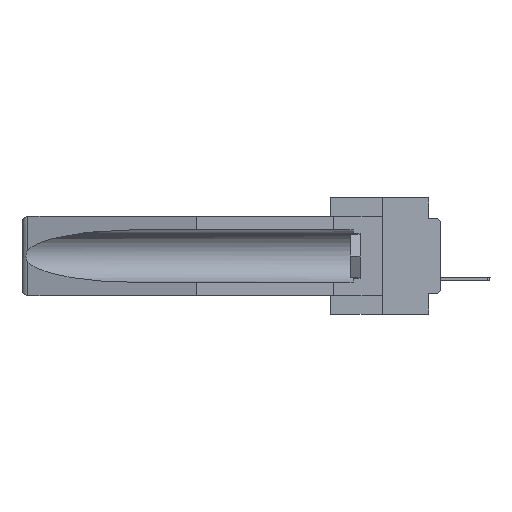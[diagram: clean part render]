
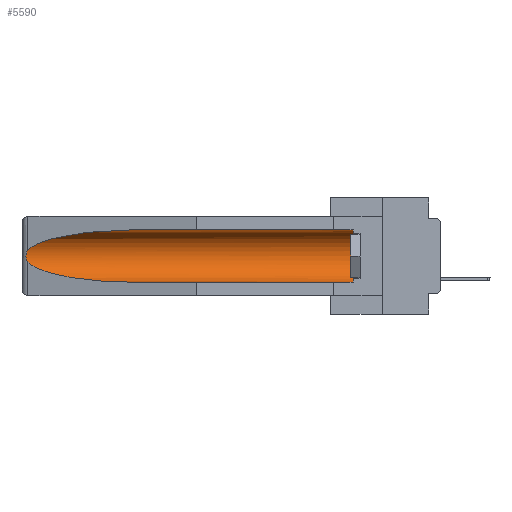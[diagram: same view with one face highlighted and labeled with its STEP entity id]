
A CAD part, left-side view. The second image highlights one B-rep face of the part: STEP entity #5590.
In plain terms, the highlighted cylindrical face has radius 2.857 mm (diameter 5.715 mm), a partial arc.
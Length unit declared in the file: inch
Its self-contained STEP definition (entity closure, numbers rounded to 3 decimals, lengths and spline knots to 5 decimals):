
#328 = CARTESIAN_POINT ( 'NONE',  ( 0.2673, 1.53269, -0.17917 ) ) ;
#1435 = CARTESIAN_POINT ( 'NONE',  ( 0.21114, 1.30732, -0.059 ) ) ;
#1531 =( BOUNDED_CURVE ( )  B_SPLINE_CURVE ( 3, ( #14633, #1435, #6572, #21547 ),
 .UNSPECIFIED., .F., .F. ) 
 B_SPLINE_CURVE_WITH_KNOTS ( ( 4, 4 ),
 ( 4.71239, 6.08839 ),
 .UNSPECIFIED. ) 
 CURVE ( )  GEOMETRIC_REPRESENTATION_ITEM ( )  RATIONAL_B_SPLINE_CURVE ( ( 1., 0.848, 0.848, 1. ) ) 
 REPRESENTATION_ITEM ( '' )  );
#2315 = CARTESIAN_POINT ( 'NONE',  ( 0.26654, 1.53092, -0.15636 ) ) ;
#2503 = VERTEX_POINT ( 'NONE', #22429 ) ;
#2848 = CARTESIAN_POINT ( 'NONE',  ( 0.26597, 1.52961, -0.15275 ) ) ;
#2941 = CARTESIAN_POINT ( 'NONE',  ( 0.26537, 1.52718, -0.19328 ) ) ;
#2966 = DIRECTION ( 'NONE',  ( 0., 1., 0. ) ) ;
#3171 = CARTESIAN_POINT ( 'NONE',  ( 0.26537, 1.52718, -0.14972 ) ) ;
#3341 = CARTESIAN_POINT ( 'NONE',  ( 0.155, -0.30754, -0.059 ) ) ;
#3605 = VERTEX_POINT ( 'NONE', #31822 ) ;
#5269 = AXIS2_PLACEMENT_3D ( 'NONE', #7978, #15052, #27369 ) ;
#5590 = ADVANCED_FACE ( 'NONE', ( #23220 ), #23528, .F. ) ;
#6572 = CARTESIAN_POINT ( 'NONE',  ( 0.25451, 1.48313, -0.09465 ) ) ;
#7761 = CARTESIAN_POINT ( 'NONE',  ( 0.26537, 1.52718, -0.19328 ) ) ;
#7978 = CARTESIAN_POINT ( 'NONE',  ( 0.155, 0.126, -0.1715 ) ) ;
#8420 = DIRECTION ( 'NONE',  ( 0., 1., 0. ) ) ;
#9171 = CARTESIAN_POINT ( 'NONE',  ( 0.26537, 1.52718, -0.19328 ) ) ;
#10568 = CARTESIAN_POINT ( 'NONE',  ( 0.2673, 1.5327, -0.16383 ) ) ;
#11016 = CARTESIAN_POINT ( 'NONE',  ( 0.155, 1.07973, -0.284 ) ) ;
#12377 = CARTESIAN_POINT ( 'NONE',  ( 0.2675, 1.53308, -0.16763 ) ) ;
#12446 = EDGE_CURVE ( 'NONE', #3605, #13055, #1531, .T. ) ;
#12871 = CARTESIAN_POINT ( 'NONE',  ( 0.26655, 1.53094, -0.18657 ) ) ;
#13006 = CARTESIAN_POINT ( 'NONE',  ( 0.25451, 1.48313, -0.24835 ) ) ;
#13055 = VERTEX_POINT ( 'NONE', #3171 ) ;
#13183 = VECTOR ( 'NONE', #16350, 39.37008 ) ;
#13810 = VERTEX_POINT ( 'NONE', #32085 ) ;
#14633 = CARTESIAN_POINT ( 'NONE',  ( 0.155, 1.07973, -0.059 ) ) ;
#14848 = CARTESIAN_POINT ( 'NONE',  ( 0.2675, 1.53308, -0.17534 ) ) ;
#15052 = DIRECTION ( 'NONE',  ( 0., -1., 0. ) ) ;
#15297 = VECTOR ( 'NONE', #8420, 39.37008 ) ;
#15453 = ORIENTED_EDGE ( 'NONE', *, *, #19655, .T. ) ;
#15478 = EDGE_LOOP ( 'NONE', ( #16672, #15678, #18705, #32559, #15453, #28256 ) ) ;
#15678 = ORIENTED_EDGE ( 'NONE', *, *, #26227, .T. ) ;
#16350 = DIRECTION ( 'NONE',  ( 0., 1., 0. ) ) ;
#16672 = ORIENTED_EDGE ( 'NONE', *, *, #12446, .T. ) ;
#18097 = CARTESIAN_POINT ( 'NONE',  ( 0.21114, 1.30732, -0.284 ) ) ;
#18705 = ORIENTED_EDGE ( 'NONE', *, *, #27882, .T. ) ;
#18806 = LINE ( 'NONE', #3341, #13183 ) ;
#19655 = EDGE_CURVE ( 'NONE', #13810, #2503, #24169, .T. ) ;
#19819 = EDGE_CURVE ( 'NONE', #2503, #3605, #18806, .T. ) ;
#20234 = EDGE_CURVE ( 'NONE', #13810, #23757, #30961, .T. ) ;
#21547 = CARTESIAN_POINT ( 'NONE',  ( 0.26537, 1.52718, -0.14972 ) ) ;
#21758 = B_SPLINE_CURVE_WITH_KNOTS ( 'NONE', 3,
 ( #22731, #2848, #2315, #10568, #12377, #14848, #328, #12871, #30637, #7761 ),
 .UNSPECIFIED., .F., .F.,
 ( 4, 2, 2, 2, 4 ),
 ( 0., 0.00029, 0.00058, 0.00087, 0.00117 ),
 .UNSPECIFIED. ) ;
#22429 = CARTESIAN_POINT ( 'NONE',  ( 0.155, 0.126, -0.059 ) ) ;
#22731 = CARTESIAN_POINT ( 'NONE',  ( 0.26537, 1.52718, -0.14972 ) ) ;
#23220 = FACE_OUTER_BOUND ( 'NONE', #15478, .T. ) ;
#23227 = CARTESIAN_POINT ( 'NONE',  ( 0.155, -0.30754, -0.284 ) ) ;
#23528 = CYLINDRICAL_SURFACE ( 'NONE', #29254, 0.1125 ) ;
#23757 = VERTEX_POINT ( 'NONE', #31368 ) ;
#24169 = CIRCLE ( 'NONE', #5269, 0.1125 ) ;
#26142 =( BOUNDED_CURVE ( )  B_SPLINE_CURVE ( 3, ( #2941, #13006, #18097, #11016 ),
 .UNSPECIFIED., .F., .F. ) 
 B_SPLINE_CURVE_WITH_KNOTS ( ( 4, 4 ),
 ( 0.1948, 1.5708 ),
 .UNSPECIFIED. ) 
 CURVE ( )  GEOMETRIC_REPRESENTATION_ITEM ( )  RATIONAL_B_SPLINE_CURVE ( ( 1., 0.848, 0.848, 1. ) ) 
 REPRESENTATION_ITEM ( '' )  );
#26227 = EDGE_CURVE ( 'NONE', #13055, #30923, #21758, .T. ) ;
#27369 = DIRECTION ( 'NONE',  ( 0., 0., 1. ) ) ;
#27882 = EDGE_CURVE ( 'NONE', #30923, #23757, #26142, .T. ) ;
#28256 = ORIENTED_EDGE ( 'NONE', *, *, #19819, .T. ) ;
#28312 = DIRECTION ( 'NONE',  ( 0., 0., 1. ) ) ;
#29254 = AXIS2_PLACEMENT_3D ( 'NONE', #30633, #2966, #28312 ) ;
#30633 = CARTESIAN_POINT ( 'NONE',  ( 0.155, -0.30754, -0.1715 ) ) ;
#30637 = CARTESIAN_POINT ( 'NONE',  ( 0.26597, 1.5296, -0.19026 ) ) ;
#30923 = VERTEX_POINT ( 'NONE', #9171 ) ;
#30961 = LINE ( 'NONE', #23227, #15297 ) ;
#31368 = CARTESIAN_POINT ( 'NONE',  ( 0.155, 1.07973, -0.284 ) ) ;
#31822 = CARTESIAN_POINT ( 'NONE',  ( 0.155, 1.07973, -0.059 ) ) ;
#32085 = CARTESIAN_POINT ( 'NONE',  ( 0.155, 0.126, -0.284 ) ) ;
#32559 = ORIENTED_EDGE ( 'NONE', *, *, #20234, .F. ) ;
